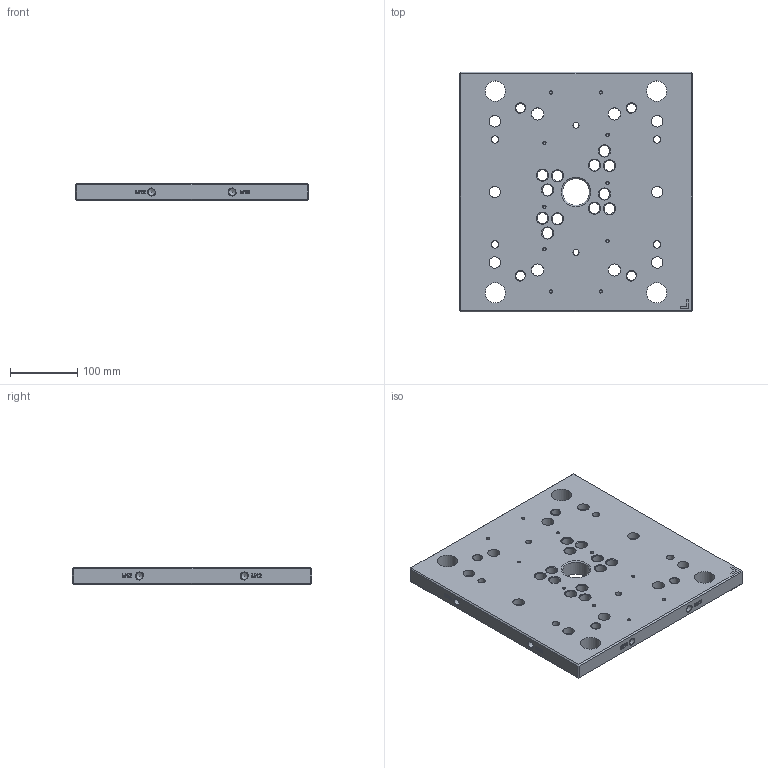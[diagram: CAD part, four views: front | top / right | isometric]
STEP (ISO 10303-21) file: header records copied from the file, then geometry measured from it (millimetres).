
FILE_DESCRIPTION(/* description */ (''),/* implementation_level */ '2;1');
FILE_NAME(/* name */ 'BOTTOM PLATE_it0588-01.stp',/* time_stamp */ '2025-01-20T15:57:37+05:00',/* author */ (''),/* organization */ (''),/* preprocessor_version */ 'ST-DEVELOPER v16',/* originating_system */ 'SIEMENS PLM Software NX 11.0',/* authorisation */ '');
FILE_SCHEMA (('AUTOMOTIVE_DESIGN { 1 0 10303 214 3 1 1 1 }'));
Length unit declared in the file: millimetre
Products named in the file (1): desi3F68EC8Edr40
Bounding box: 346 x 356 x 25 mm (x, y, z)
Volume: 2764398.5 mm3; surface area: 343534.2 mm2
Topology: 1 solids, 1 shells, 1058 faces, 2950 edges, 1932 vertices
Faces by surface type: cylinder 518, plane 408, cone 114, extrusion 18
Full cylindrical faces by diameter (mm): 4.2 x10, 5 x8, 9 x2, 10.25 x8, 11 x4, 14 x6, 16 x12, 17 x10, 18 x4, 23 x4, 25 x6, 30 x4, 40 x1
Entity records: 33682 total; most frequent: CARTESIAN_POINT 6938, DIRECTION 5497, ORIENTED_EDGE 5446, EDGE_CURVE 2723, AXIS2_PLACEMENT_3D 2113, VERTEX_POINT 1898, EDGE_LOOP 1397, VECTOR 1271
